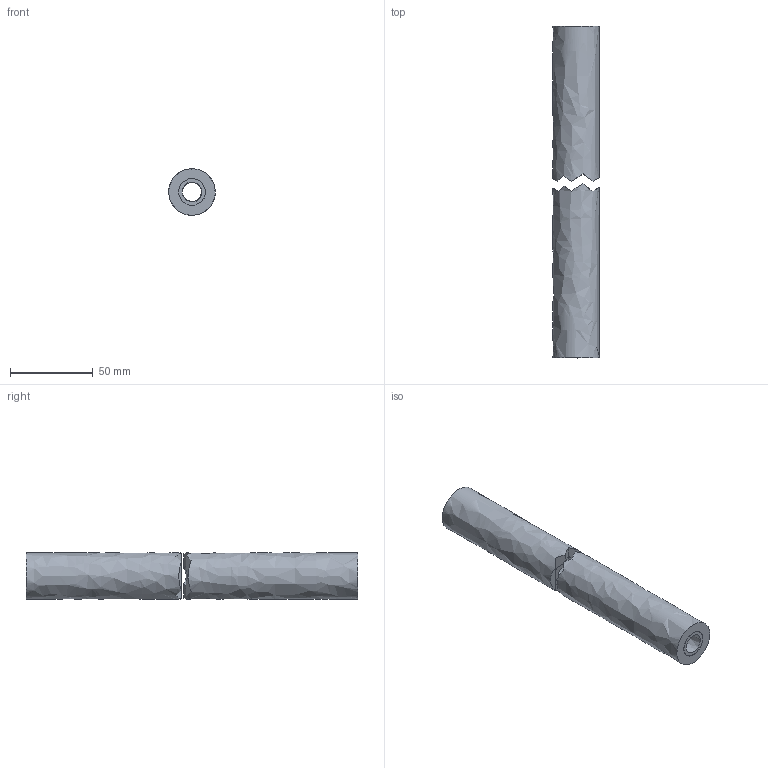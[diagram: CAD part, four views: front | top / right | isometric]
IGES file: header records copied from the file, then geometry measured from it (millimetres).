
Global section: file name: 619150; native system: Autodesk Inventor 2023; preprocessor: unknown; author: JANAN; date: 20230725.131818; units: millimetre
Bounding box: 28 x 200 x 28 mm (x, y, z)
Volume: 96443.5 mm3; surface area: 46218.3 mm2
Topology: 4 solids, 4 shells, 38 faces, 106 edges, 72 vertices
Faces by surface type: bspline 38
